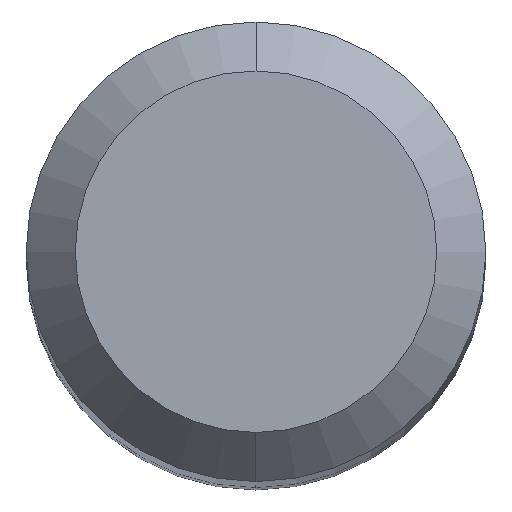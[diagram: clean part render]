
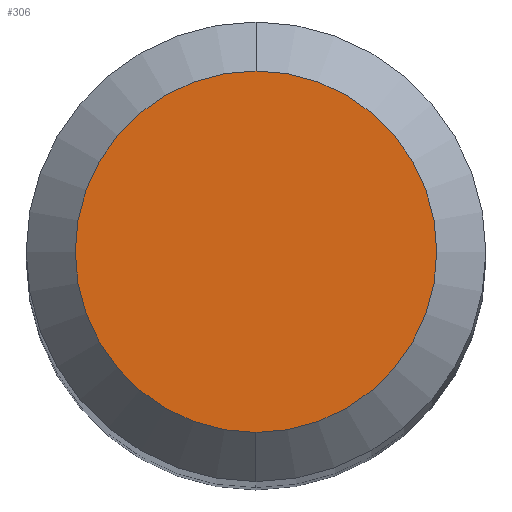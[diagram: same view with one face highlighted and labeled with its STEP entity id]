
A CAD part, top view. The second image highlights one B-rep face of the part: STEP entity #306.
In plain terms, the highlighted planar face has unit normal (0, 0, 1).
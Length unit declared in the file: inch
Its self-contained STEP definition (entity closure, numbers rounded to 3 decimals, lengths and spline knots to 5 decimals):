
#13 = AXIS2_PLACEMENT_3D ( 'NONE', #126, #130, #385 ) ;
#40 = CIRCLE ( 'NONE', #321, 0.07375 ) ;
#68 = DIRECTION ( 'NONE',  ( 0., 0., 1. ) ) ;
#71 = ORIENTED_EDGE ( 'NONE', *, *, #379, .T. ) ;
#88 = CIRCLE ( 'NONE', #154, 0.07375 ) ;
#99 = CARTESIAN_POINT ( 'NONE',  ( 0., 0., 0. ) ) ;
#121 = CARTESIAN_POINT ( 'NONE',  ( 0., -0.07375, 0. ) ) ;
#126 = CARTESIAN_POINT ( 'NONE',  ( 0., 0.07375, 0. ) ) ;
#130 = DIRECTION ( 'NONE',  ( 0., 0., -1. ) ) ;
#154 = AXIS2_PLACEMENT_3D ( 'NONE', #236, #357, #323 ) ;
#184 = CARTESIAN_POINT ( 'NONE',  ( 0., 0.07375, 0. ) ) ;
#192 = VERTEX_POINT ( 'NONE', #184 ) ;
#194 = ORIENTED_EDGE ( 'NONE', *, *, #377, .T. ) ;
#236 = CARTESIAN_POINT ( 'NONE',  ( 0., 0., 0. ) ) ;
#289 = FACE_OUTER_BOUND ( 'NONE', #349, .T. ) ;
#306 = ADVANCED_FACE ( 'NONE', ( #289 ), #339, .F. ) ;
#321 = AXIS2_PLACEMENT_3D ( 'NONE', #99, #68, #360 ) ;
#323 = DIRECTION ( 'NONE',  ( 0., -1., 0. ) ) ;
#328 = VERTEX_POINT ( 'NONE', #121 ) ;
#339 = PLANE ( 'NONE',  #13 ) ;
#349 = EDGE_LOOP ( 'NONE', ( #71, #194 ) ) ;
#357 = DIRECTION ( 'NONE',  ( 0., 0., 1. ) ) ;
#360 = DIRECTION ( 'NONE',  ( 0., -1., 0. ) ) ;
#377 = EDGE_CURVE ( 'NONE', #328, #192, #88, .T. ) ;
#379 = EDGE_CURVE ( 'NONE', #192, #328, #40, .T. ) ;
#385 = DIRECTION ( 'NONE',  ( 0., 1., 0. ) ) ;
